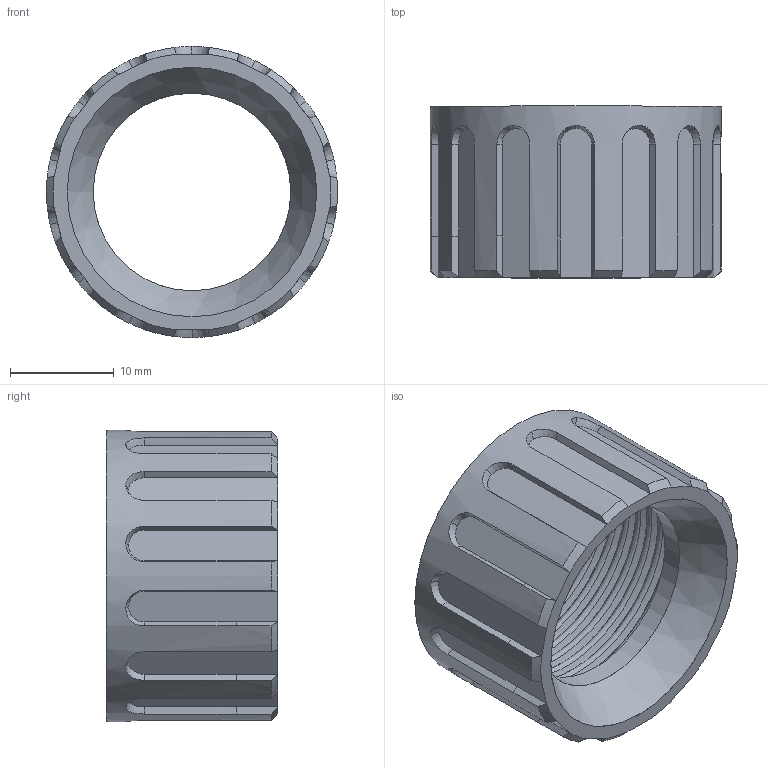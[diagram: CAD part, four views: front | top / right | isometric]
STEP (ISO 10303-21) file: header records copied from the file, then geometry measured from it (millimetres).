
FILE_DESCRIPTION(/* description */ (''),/* implementation_level */ '2;1');
FILE_NAME(/* name */ 'GAL_lenscap-bezel_zb_edit.step',/* time_stamp */ '2023-12-14T09:26:49-06:00',/* author */ (''),/* organization */ (''),/* preprocessor_version */ 'ST-DEVELOPER v20',/* originating_system */ 'Autodesk Translation Framework v12.14.0.127',/* authorisation */ '');
FILE_SCHEMA (('AUTOMOTIVE_DESIGN { 1 0 10303 214 3 1 1 }'));
Length unit declared in the file: millimetre
Products named in the file (2): GAL_v2; lens_cap
Assembly tree (1 placements, depth 2):
  GAL_v2
    lens_cap
Bounding box: 28 x 16.5 x 28 mm (x, y, z)
Volume: 3180.7 mm3; surface area: 3801.6 mm2
Topology: 1 solids, 1 shells, 122 faces, 367 edges, 249 vertices
Faces by surface type: plane 60, cone 43, cylinder 12, bspline 7
Full cylindrical faces by diameter (mm): 19 x1, 24 x1, 24.208 x7, 28 x1
Entity records: 9022 total; most frequent: CARTESIAN_POINT 5806, ORIENTED_EDGE 734, DIRECTION 561, EDGE_CURVE 367, VERTEX_POINT 249, LINE 197, VECTOR 197, AXIS2_PLACEMENT_3D 182
